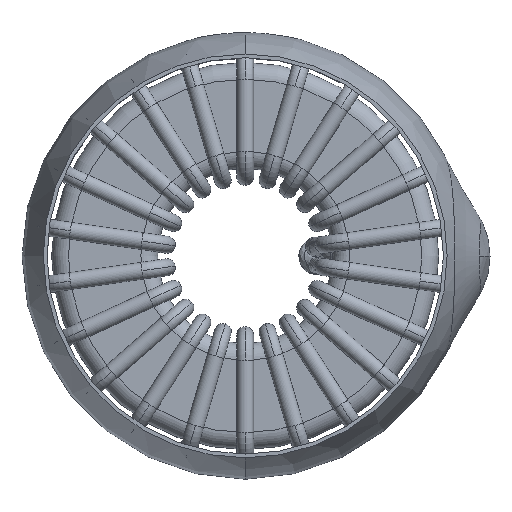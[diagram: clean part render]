
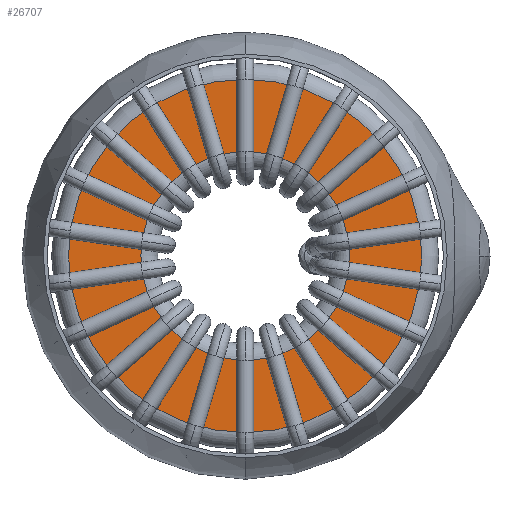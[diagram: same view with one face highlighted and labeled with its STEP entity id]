
A CAD part, top view. The second image highlights one B-rep face of the part: STEP entity #26707.
In plain terms, the highlighted planar face has unit normal (0, 0, 1).
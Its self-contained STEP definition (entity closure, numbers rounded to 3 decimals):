
#550 = EDGE_CURVE ( 'NONE', #19595, #13354, #12800, .T. ) ;
#779 = ORIENTED_EDGE ( 'NONE', *, *, #15204, .T. ) ;
#2079 = ORIENTED_EDGE ( 'NONE', *, *, #550, .T. ) ;
#6965 = EDGE_CURVE ( 'NONE', #13354, #19595, #27814, .T. ) ;
#7516 = ORIENTED_EDGE ( 'NONE', *, *, #7988, .T. ) ;
#7988 = EDGE_CURVE ( 'NONE', #9942, #11525, #8464, .T. ) ;
#8464 = CIRCLE ( 'NONE', #9079, 10.5 ) ;
#9079 = AXIS2_PLACEMENT_3D ( 'NONE', #30360, #36875, #27248 ) ;
#9115 = CARTESIAN_POINT ( 'NONE',  ( 0., 5.685, 4.942 ) ) ;
#9942 = VERTEX_POINT ( 'NONE', #10129 ) ;
#10129 = CARTESIAN_POINT ( 'NONE',  ( 0., 9.985, 4.942 ) ) ;
#10717 = DIRECTION ( 'NONE',  ( 0., -1., 0. ) ) ;
#11525 = VERTEX_POINT ( 'NONE', #34959 ) ;
#12800 = CIRCLE ( 'NONE', #16549, 6.2 ) ;
#13049 = PLANE ( 'NONE',  #15713 ) ;
#13354 = VERTEX_POINT ( 'NONE', #9115 ) ;
#13524 = DIRECTION ( 'NONE',  ( 0., 0., -1. ) ) ;
#13791 = CARTESIAN_POINT ( 'NONE',  ( 0., -6.715, 4.942 ) ) ;
#15204 = EDGE_CURVE ( 'NONE', #11525, #9942, #32766, .T. ) ;
#15713 = AXIS2_PLACEMENT_3D ( 'NONE', #28728, #24988, #29505 ) ;
#15995 = FACE_BOUND ( 'NONE', #27310, .T. ) ;
#16549 = AXIS2_PLACEMENT_3D ( 'NONE', #20081, #32637, #33229 ) ;
#19595 = VERTEX_POINT ( 'NONE', #13791 ) ;
#20081 = CARTESIAN_POINT ( 'NONE',  ( 0., -0.515, 4.942 ) ) ;
#20864 = AXIS2_PLACEMENT_3D ( 'NONE', #37621, #28399, #10717 ) ;
#20933 = AXIS2_PLACEMENT_3D ( 'NONE', #37101, #13524, #22528 ) ;
#22528 = DIRECTION ( 'NONE',  ( 0., -1., 0. ) ) ;
#24988 = DIRECTION ( 'NONE',  ( 0., 0., 1. ) ) ;
#26707 = ADVANCED_FACE ( 'NONE', ( #15995, #28164 ), #13049, .T. ) ;
#27248 = DIRECTION ( 'NONE',  ( 0., -1., 0. ) ) ;
#27310 = EDGE_LOOP ( 'NONE', ( #2079, #27636 ) ) ;
#27636 = ORIENTED_EDGE ( 'NONE', *, *, #6965, .T. ) ;
#27814 = CIRCLE ( 'NONE', #20933, 6.2 ) ;
#28164 = FACE_OUTER_BOUND ( 'NONE', #36483, .T. ) ;
#28399 = DIRECTION ( 'NONE',  ( 0., 0., 1. ) ) ;
#28728 = CARTESIAN_POINT ( 'NONE',  ( 0., -0.515, 4.942 ) ) ;
#29505 = DIRECTION ( 'NONE',  ( 0., -1., 0. ) ) ;
#30360 = CARTESIAN_POINT ( 'NONE',  ( 0., -0.515, 4.942 ) ) ;
#32637 = DIRECTION ( 'NONE',  ( 0., 0., -1. ) ) ;
#32766 = CIRCLE ( 'NONE', #20864, 10.5 ) ;
#33229 = DIRECTION ( 'NONE',  ( 0., -1., 0. ) ) ;
#34959 = CARTESIAN_POINT ( 'NONE',  ( 0., -11.015, 4.942 ) ) ;
#36483 = EDGE_LOOP ( 'NONE', ( #779, #7516 ) ) ;
#36875 = DIRECTION ( 'NONE',  ( 0., 0., 1. ) ) ;
#37101 = CARTESIAN_POINT ( 'NONE',  ( 0., -0.515, 4.942 ) ) ;
#37621 = CARTESIAN_POINT ( 'NONE',  ( 0., -0.515, 4.942 ) ) ;
